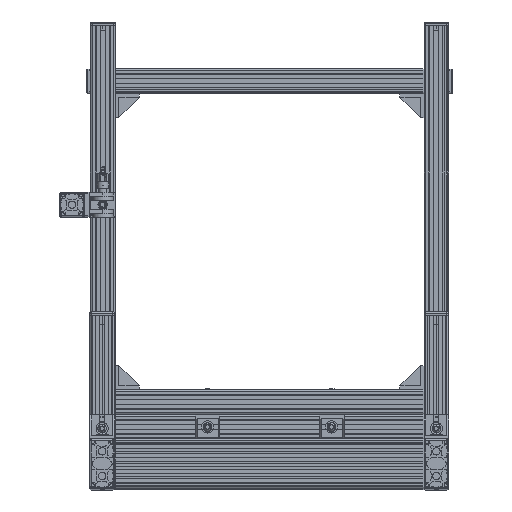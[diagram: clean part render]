
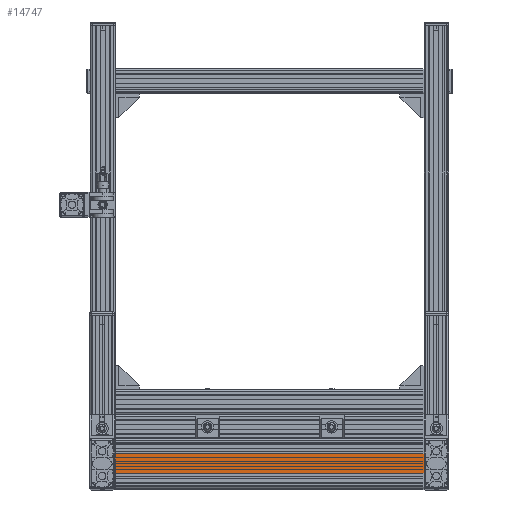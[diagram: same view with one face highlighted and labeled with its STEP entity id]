
A CAD part, top view. The second image highlights one B-rep face of the part: STEP entity #14747.
In plain terms, the highlighted face is planar.
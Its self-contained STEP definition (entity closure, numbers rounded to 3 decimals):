
#1689 = FACE_OUTER_BOUND ( 'NONE', #44639, .T. ) ;
#3209 = EDGE_CURVE ( 'NONE', #37731, #7460, #38379, .T. ) ;
#3826 = DIRECTION ( 'NONE',  ( 0., 0., 1. ) ) ;
#5679 = ORIENTED_EDGE ( 'NONE', *, *, #33763, .F. ) ;
#5989 = LINE ( 'NONE', #34191, #13379 ) ;
#6338 = DIRECTION ( 'NONE',  ( 0., 0., 1. ) ) ;
#7460 = VERTEX_POINT ( 'NONE', #12931 ) ;
#7643 = AXIS2_PLACEMENT_3D ( 'NONE', #36227, #21890, #15507 ) ;
#12931 = CARTESIAN_POINT ( 'NONE',  ( 20., 15.9, 0. ) ) ;
#13159 = VERTEX_POINT ( 'NONE', #14169 ) ;
#13379 = VECTOR ( 'NONE', #33736, 1000. ) ;
#14169 = CARTESIAN_POINT ( 'NONE',  ( 20., -15.9, -500. ) ) ;
#14747 = ADVANCED_FACE ( 'PLANAR_32', ( #1689 ), #33060, .T. ) ;
#15507 = DIRECTION ( 'NONE',  ( 0., 0., -1. ) ) ;
#15926 = VECTOR ( 'NONE', #3826, 1000. ) ;
#15934 = ORIENTED_EDGE ( 'NONE', *, *, #3209, .T. ) ;
#19162 = VERTEX_POINT ( 'NONE', #39933 ) ;
#21890 = DIRECTION ( 'NONE',  ( 1., 0., 0. ) ) ;
#22083 = EDGE_CURVE ( 'NONE', #13159, #37731, #36362, .T. ) ;
#22249 = EDGE_CURVE ( 'NONE', #13159, #19162, #30884, .T. ) ;
#25880 = DIRECTION ( 'NONE',  ( 0., 1., 0. ) ) ;
#26657 = VECTOR ( 'NONE', #25880, 1000. ) ;
#27375 = VECTOR ( 'NONE', #6338, 1000. ) ;
#29177 = CARTESIAN_POINT ( 'NONE',  ( 20., 15.9, -500. ) ) ;
#29769 = CARTESIAN_POINT ( 'NONE',  ( 20., -15.9, -500. ) ) ;
#30884 = LINE ( 'NONE', #33867, #27375 ) ;
#33060 = PLANE ( 'NONE',  #7643 ) ;
#33736 = DIRECTION ( 'NONE',  ( 0., 1., 0. ) ) ;
#33763 = EDGE_CURVE ( 'NONE', #19162, #7460, #5989, .T. ) ;
#33867 = CARTESIAN_POINT ( 'NONE',  ( 20., -15.9, -500. ) ) ;
#34191 = CARTESIAN_POINT ( 'NONE',  ( 20., -15.9, 0. ) ) ;
#36227 = CARTESIAN_POINT ( 'NONE',  ( 20., -15.9, -500. ) ) ;
#36362 = LINE ( 'NONE', #29769, #26657 ) ;
#37731 = VERTEX_POINT ( 'NONE', #29177 ) ;
#38379 = LINE ( 'NONE', #41370, #15926 ) ;
#39933 = CARTESIAN_POINT ( 'NONE',  ( 20., -15.9, 0. ) ) ;
#41370 = CARTESIAN_POINT ( 'NONE',  ( 20., 15.9, -500. ) ) ;
#41440 = ORIENTED_EDGE ( 'NONE', *, *, #22083, .T. ) ;
#44298 = ORIENTED_EDGE ( 'NONE', *, *, #22249, .F. ) ;
#44639 = EDGE_LOOP ( 'NONE', ( #5679, #44298, #41440, #15934 ) ) ;
